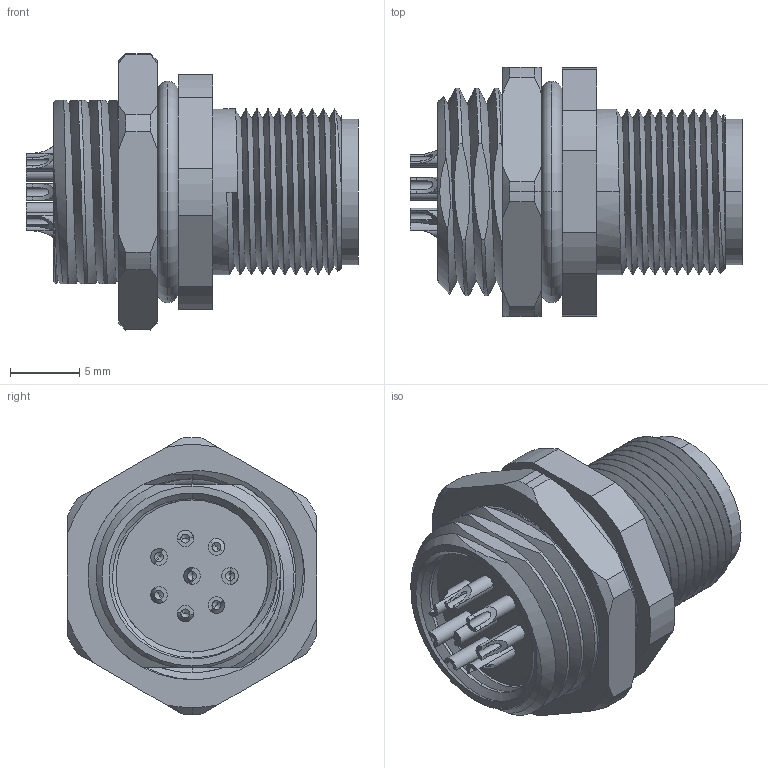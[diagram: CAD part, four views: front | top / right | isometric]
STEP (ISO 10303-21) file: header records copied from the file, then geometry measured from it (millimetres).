
FILE_DESCRIPTION (( 'STEP AP203' ), '1' );
FILE_NAME ('54-00191.STEP', '2020-10-15T17:04:34', ( '' ), ( '' ), 'SwSTEP 2.0', 'SolidWorks 2015', '' );
FILE_SCHEMA (( 'CONFIG_CONTROL_DESIGN' ));
Length unit declared in the file: millimetre
Products named in the file (6): 54-00191-05___; 54-00191-02; 54-00191; 54-00191-03___; 54-00191-01___; 54-00191-04___
Assembly tree (12 placements, depth 2):
  54-00191
    54-00191-01___
    54-00191-02
    54-00191-04___
    54-00191-05___
    54-00191-03___  x8
Bounding box: 24 x 18 x 20 mm (x, y, z)
Volume: 2742.9 mm3; surface area: 5507.1 mm2
Topology: 12 solids, 12 shells, 482 faces, 1125 edges, 698 vertices
Faces by surface type: cylinder 215, plane 110, cone 79, torus 52, sphere 16, bspline 10
Entity records: 12125 total; most frequent: CARTESIAN_POINT 5652, ORIENTED_EDGE 1238, DIRECTION 1145, EDGE_CURVE 619, AXIS2_PLACEMENT_3D 467, VERTEX_POINT 404, EDGE_LOOP 285, ADVANCED_FACE 244
